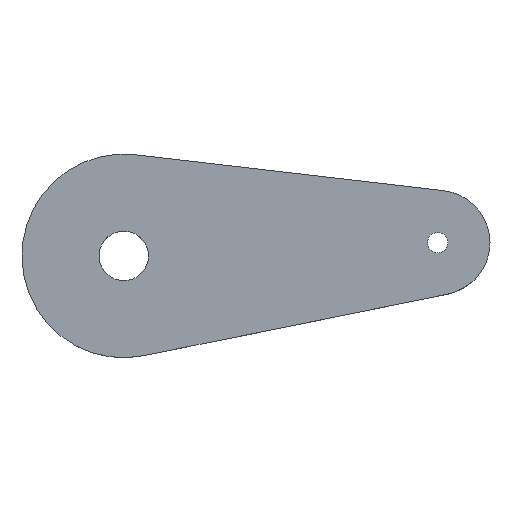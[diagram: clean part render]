
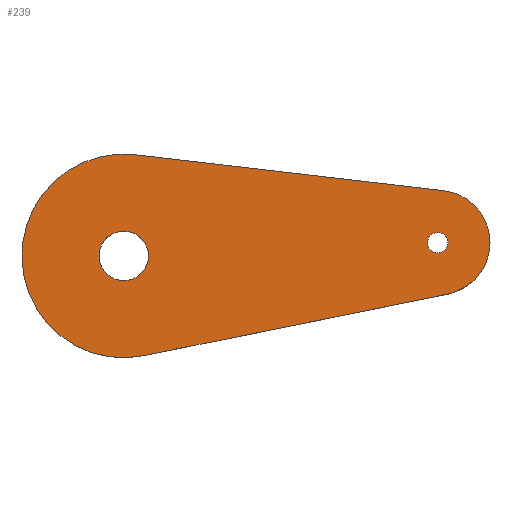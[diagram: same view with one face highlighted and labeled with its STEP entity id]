
A CAD part, top view. The second image highlights one B-rep face of the part: STEP entity #239.
In plain terms, the highlighted planar face has unit normal (0, 0, 1).
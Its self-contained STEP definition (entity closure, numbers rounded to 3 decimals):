
#7 = CIRCLE ( 'NONE', #75, 4.25 ) ;
#12 = CARTESIAN_POINT ( 'NONE',  ( -15.97, 57.58, 0. ) ) ;
#13 = AXIS2_PLACEMENT_3D ( 'NONE', #201, #208, #46 ) ;
#16 = CARTESIAN_POINT ( 'NONE',  ( -20.22, 57.58, 0. ) ) ;
#27 = EDGE_CURVE ( 'NONE', #140, #95, #310, .T. ) ;
#36 = VERTEX_POINT ( 'NONE', #328 ) ;
#42 = VERTEX_POINT ( 'NONE', #222 ) ;
#43 = DIRECTION ( 'NONE',  ( 0.98, 0.199, 0. ) ) ;
#46 = DIRECTION ( 'NONE',  ( 1., 0., 0. ) ) ;
#53 = ORIENTED_EDGE ( 'NONE', *, *, #298, .F. ) ;
#56 = CARTESIAN_POINT ( 'NONE',  ( -18.198, 74.963, 0. ) ) ;
#62 = VERTEX_POINT ( 'NONE', #12 ) ;
#64 = AXIS2_PLACEMENT_3D ( 'NONE', #136, #371, #161 ) ;
#72 = CARTESIAN_POINT ( 'NONE',  ( -16.738, 40.43, 0. ) ) ;
#75 = AXIS2_PLACEMENT_3D ( 'NONE', #16, #81, #82 ) ;
#76 = EDGE_LOOP ( 'NONE', ( #263, #210 ) ) ;
#79 = EDGE_CURVE ( 'NONE', #229, #36, #374, .T. ) ;
#81 = DIRECTION ( 'NONE',  ( 0., 0., 1. ) ) ;
#82 = DIRECTION ( 'NONE',  ( 1., 0., 0. ) ) ;
#87 = DIRECTION ( 'NONE',  ( 0., 0., 1. ) ) ;
#91 = LINE ( 'NONE', #275, #99 ) ;
#95 = VERTEX_POINT ( 'NONE', #104 ) ;
#99 = VECTOR ( 'NONE', #410, 1000. ) ;
#101 = EDGE_CURVE ( 'NONE', #103, #42, #111, .T. ) ;
#103 = VERTEX_POINT ( 'NONE', #198 ) ;
#104 = CARTESIAN_POINT ( 'NONE',  ( 31.982, 59.86, 0. ) ) ;
#107 = DIRECTION ( 'NONE',  ( 0., 0., 1. ) ) ;
#111 = LINE ( 'NONE', #72, #277 ) ;
#136 = CARTESIAN_POINT ( 'NONE',  ( 33.732, 59.86, 0. ) ) ;
#140 = VERTEX_POINT ( 'NONE', #232 ) ;
#154 = ORIENTED_EDGE ( 'NONE', *, *, #261, .T. ) ;
#157 = AXIS2_PLACEMENT_3D ( 'NONE', #303, #365, #404 ) ;
#161 = DIRECTION ( 'NONE',  ( -1., 0., 0. ) ) ;
#164 = CIRCLE ( 'NONE', #157, 9. ) ;
#167 = EDGE_CURVE ( 'NONE', #42, #229, #164, .T. ) ;
#168 = CARTESIAN_POINT ( 'NONE',  ( 42.732, 59.86, 0. ) ) ;
#175 = CARTESIAN_POINT ( 'NONE',  ( -20.22, 57.58, 0. ) ) ;
#176 = DIRECTION ( 'NONE',  ( 1., 0., 0. ) ) ;
#179 = CARTESIAN_POINT ( 'NONE',  ( -24.47, 57.58, 0. ) ) ;
#197 = ORIENTED_EDGE ( 'NONE', *, *, #285, .T. ) ;
#198 = CARTESIAN_POINT ( 'NONE',  ( -16.738, 40.43, 0. ) ) ;
#201 = CARTESIAN_POINT ( 'NONE',  ( -20.22, 57.58, 0. ) ) ;
#208 = DIRECTION ( 'NONE',  ( 0., 0., 1. ) ) ;
#210 = ORIENTED_EDGE ( 'NONE', *, *, #325, .F. ) ;
#222 = CARTESIAN_POINT ( 'NONE',  ( 35.523, 51.04, 0. ) ) ;
#229 = VERTEX_POINT ( 'NONE', #168 ) ;
#231 = AXIS2_PLACEMENT_3D ( 'NONE', #244, #87, #373 ) ;
#232 = CARTESIAN_POINT ( 'NONE',  ( 35.482, 59.86, 0. ) ) ;
#238 = PLANE ( 'NONE',  #256 ) ;
#239 = ADVANCED_FACE ( 'NONE', ( #282, #369, #397 ), #238, .T. ) ;
#244 = CARTESIAN_POINT ( 'NONE',  ( 33.732, 59.86, 0. ) ) ;
#256 = AXIS2_PLACEMENT_3D ( 'NONE', #279, #412, #176 ) ;
#261 = EDGE_CURVE ( 'NONE', #370, #103, #302, .T. ) ;
#263 = ORIENTED_EDGE ( 'NONE', *, *, #27, .F. ) ;
#267 = CARTESIAN_POINT ( 'NONE',  ( 33.732, 59.86, 0. ) ) ;
#272 = DIRECTION ( 'NONE',  ( 1., 0., 0. ) ) ;
#275 = CARTESIAN_POINT ( 'NONE',  ( -18.198, 74.963, 0. ) ) ;
#276 = DIRECTION ( 'NONE',  ( 1., 0., 0. ) ) ;
#277 = VECTOR ( 'NONE', #43, 1000. ) ;
#279 = CARTESIAN_POINT ( 'NONE',  ( -20.22, 57.58, 0. ) ) ;
#280 = EDGE_CURVE ( 'NONE', #62, #399, #401, .T. ) ;
#281 = ORIENTED_EDGE ( 'NONE', *, *, #167, .T. ) ;
#282 = FACE_BOUND ( 'NONE', #76, .T. ) ;
#285 = EDGE_CURVE ( 'NONE', #36, #370, #91, .T. ) ;
#289 = EDGE_LOOP ( 'NONE', ( #154, #390, #281, #413, #197 ) ) ;
#293 = CIRCLE ( 'NONE', #231, 1.75 ) ;
#298 = EDGE_CURVE ( 'NONE', #399, #62, #7, .T. ) ;
#302 = CIRCLE ( 'NONE', #392, 17.5 ) ;
#303 = CARTESIAN_POINT ( 'NONE',  ( 33.732, 59.86, 0. ) ) ;
#310 = CIRCLE ( 'NONE', #314, 1.75 ) ;
#314 = AXIS2_PLACEMENT_3D ( 'NONE', #267, #107, #272 ) ;
#325 = EDGE_CURVE ( 'NONE', #95, #140, #293, .T. ) ;
#328 = CARTESIAN_POINT ( 'NONE',  ( 34.772, 68.8, 0. ) ) ;
#341 = DIRECTION ( 'NONE',  ( 0., 0., 1. ) ) ;
#365 = DIRECTION ( 'NONE',  ( 0., 0., 1. ) ) ;
#368 = ORIENTED_EDGE ( 'NONE', *, *, #280, .F. ) ;
#369 = FACE_BOUND ( 'NONE', #414, .T. ) ;
#370 = VERTEX_POINT ( 'NONE', #56 ) ;
#371 = DIRECTION ( 'NONE',  ( 0., 0., 1. ) ) ;
#373 = DIRECTION ( 'NONE',  ( 1., 0., 0. ) ) ;
#374 = CIRCLE ( 'NONE', #64, 9. ) ;
#390 = ORIENTED_EDGE ( 'NONE', *, *, #101, .T. ) ;
#392 = AXIS2_PLACEMENT_3D ( 'NONE', #175, #341, #276 ) ;
#397 = FACE_OUTER_BOUND ( 'NONE', #289, .T. ) ;
#399 = VERTEX_POINT ( 'NONE', #179 ) ;
#401 = CIRCLE ( 'NONE', #13, 4.25 ) ;
#404 = DIRECTION ( 'NONE',  ( -1., 0., 0. ) ) ;
#410 = DIRECTION ( 'NONE',  ( -0.993, 0.116, 0. ) ) ;
#412 = DIRECTION ( 'NONE',  ( 0., 0., 1. ) ) ;
#413 = ORIENTED_EDGE ( 'NONE', *, *, #79, .T. ) ;
#414 = EDGE_LOOP ( 'NONE', ( #368, #53 ) ) ;
